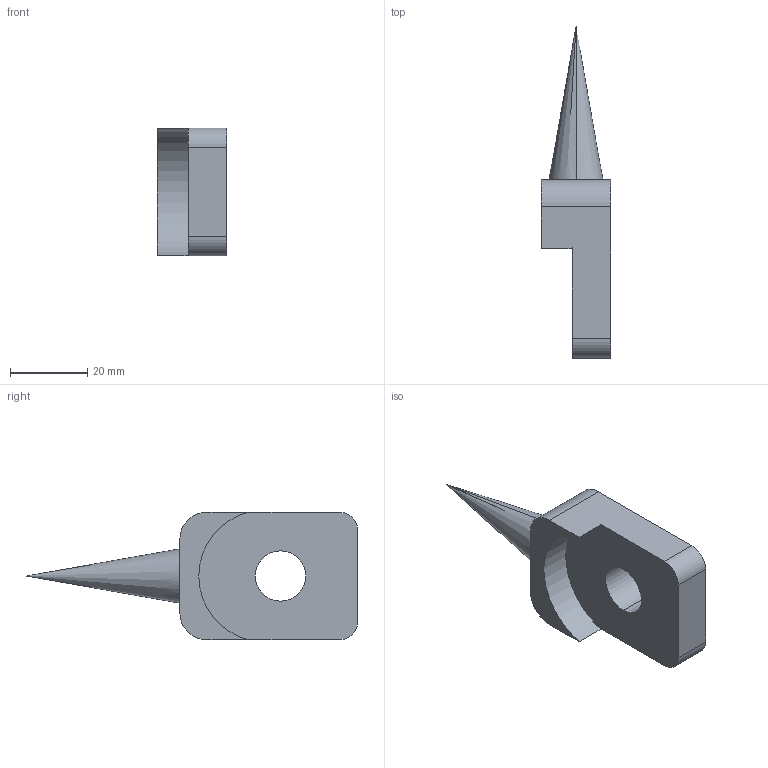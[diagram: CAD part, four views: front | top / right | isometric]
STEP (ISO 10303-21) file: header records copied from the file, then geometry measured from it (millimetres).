
FILE_DESCRIPTION (( 'STEP AP203' ), '1' );
FILE_NAME ('pointed end effector_Default_sldprt.STEP', '2024-12-24T06:09:43', ( '' ), ( '' ), 'SwSTEP 2.0', 'SolidWorks 2023', '' );
FILE_SCHEMA (( 'CONFIG_CONTROL_DESIGN' ));
Length unit declared in the file: millimetre
Products named in the file (1): pointed end effector_Default_sldprt
Bounding box: 18 x 85.7 x 33 mm (x, y, z)
Volume: 17577.6 mm3; surface area: 6187.1 mm2
Topology: 1 solids, 1 shells, 16 faces, 42 edges, 27 vertices
Faces by surface type: cylinder 7, plane 7, cone 2
Entity records: 569 total; most frequent: DIRECTION 90, CARTESIAN_POINT 84, ORIENTED_EDGE 80, EDGE_CURVE 40, AXIS2_PLACEMENT_3D 33, VERTEX_POINT 27, VECTOR 24, LINE 24
